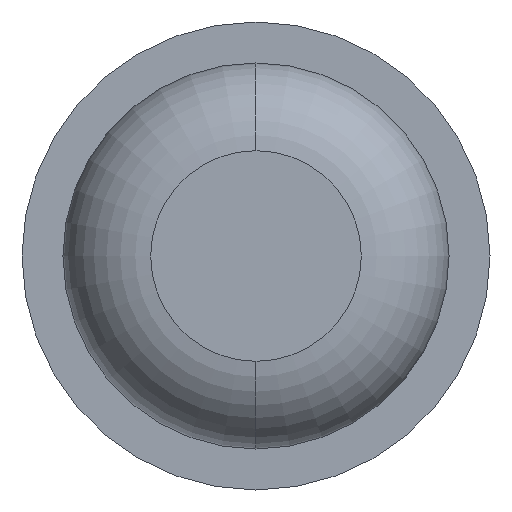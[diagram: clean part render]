
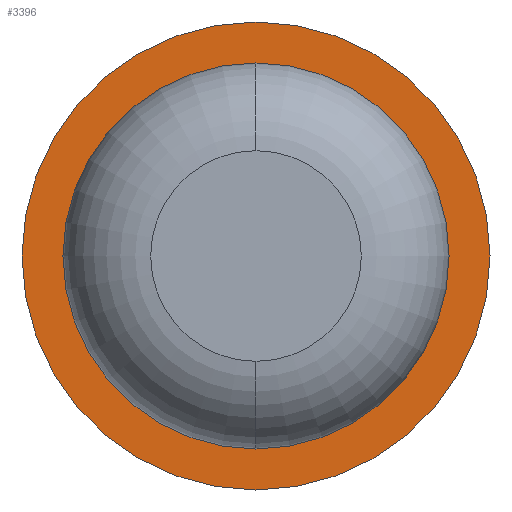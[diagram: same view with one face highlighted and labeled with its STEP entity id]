
A CAD part, front view. The second image highlights one B-rep face of the part: STEP entity #3396.
In plain terms, the highlighted planar face has unit normal (0, -1, 0).
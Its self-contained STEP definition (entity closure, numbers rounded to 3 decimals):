
#25 = DIRECTION ( 'NONE',  ( -1., 0., 0. ) ) ;
#36 = DIRECTION ( 'NONE',  ( -1., 0., 0. ) ) ;
#100 = CARTESIAN_POINT ( 'NONE',  ( 0., -4., 0.825 ) ) ;
#216 = AXIS2_PLACEMENT_3D ( 'NONE', #2425, #2453, #1571 ) ;
#278 = AXIS2_PLACEMENT_3D ( 'NONE', #1765, #1084, #2245 ) ;
#446 = EDGE_CURVE ( 'Defeature ausgef�hrt1_5+Defeature ausgef�hrt1_0+Defeature ausgef�hrt1_0+Defeature ausgef�hrt1_0', #3377, #2497, #2444, .T. ) ;
#552 = CIRCLE ( 'NONE', #3087, 0.825 ) ;
#870 = CARTESIAN_POINT ( 'NONE',  ( 0., -4., 0. ) ) ;
#900 = DIRECTION ( 'NONE',  ( 0., 1., 0. ) ) ;
#1084 = DIRECTION ( 'NONE',  ( 0., 1., 0. ) ) ;
#1151 = ORIENTED_EDGE ( 'NONE', *, *, #2370, .F. ) ;
#1221 = CARTESIAN_POINT ( 'NONE',  ( 0., -4., 0. ) ) ;
#1415 = ORIENTED_EDGE ( 'NONE', *, *, #3204, .F. ) ;
#1488 = AXIS2_PLACEMENT_3D ( 'NONE', #2640, #900, #25 ) ;
#1515 = ORIENTED_EDGE ( 'NONE', *, *, #446, .T. ) ;
#1520 = CARTESIAN_POINT ( 'NONE',  ( -1., -4., 0. ) ) ;
#1536 = EDGE_LOOP ( 'NONE', ( #1515, #3057 ) ) ;
#1571 = DIRECTION ( 'NONE',  ( -1., 0., 0. ) ) ;
#1765 = CARTESIAN_POINT ( 'NONE',  ( 0., -4., 0. ) ) ;
#2077 = VERTEX_POINT ( 'NONE', #1520 ) ;
#2092 = CARTESIAN_POINT ( 'NONE',  ( 1., -4., 0. ) ) ;
#2112 = FACE_BOUND ( 'NONE', #1536, .T. ) ;
#2209 = CIRCLE ( 'NONE', #3398, 1. ) ;
#2245 = DIRECTION ( 'NONE',  ( -1., 0., 0. ) ) ;
#2370 = EDGE_CURVE ( 'Defeature ausgef�hrt1_6+Defeature ausgef�hrt1_5+Defeature ausgef�hrt1_5+Defeature ausgef�hrt1_5', #2077, #2569, #2209, .T. ) ;
#2373 = DIRECTION ( 'NONE',  ( -1., 0., 0. ) ) ;
#2425 = CARTESIAN_POINT ( 'NONE',  ( 0.825, -4., 0. ) ) ;
#2444 = CIRCLE ( 'NONE', #278, 0.825 ) ;
#2453 = DIRECTION ( 'NONE',  ( 0., 1., 0. ) ) ;
#2497 = VERTEX_POINT ( 'NONE', #3142 ) ;
#2569 = VERTEX_POINT ( 'NONE', #2092 ) ;
#2640 = CARTESIAN_POINT ( 'NONE',  ( 0., -4., 0. ) ) ;
#2901 = EDGE_LOOP ( 'NONE', ( #1151, #1415 ) ) ;
#3057 = ORIENTED_EDGE ( 'NONE', *, *, #3326, .T. ) ;
#3087 = AXIS2_PLACEMENT_3D ( 'NONE', #1221, #3217, #2373 ) ;
#3142 = CARTESIAN_POINT ( 'NONE',  ( 0., -4., -0.825 ) ) ;
#3143 = FACE_OUTER_BOUND ( 'NONE', #2901, .T. ) ;
#3204 = EDGE_CURVE ( 'Defeature ausgef�hrt1_6+Defeature ausgef�hrt1_5+Defeature ausgef�hrt1_5+Defeature ausgef�hrt1_5', #2569, #2077, #3503, .T. ) ;
#3217 = DIRECTION ( 'NONE',  ( 0., 1., 0. ) ) ;
#3311 = PLANE ( 'NONE',  #216 ) ;
#3326 = EDGE_CURVE ( 'Defeature ausgef�hrt1_5+Defeature ausgef�hrt1_0+Defeature ausgef�hrt1_0+Defeature ausgef�hrt1_0', #2497, #3377, #552, .T. ) ;
#3377 = VERTEX_POINT ( 'NONE', #100 ) ;
#3396 = ADVANCED_FACE ( 'Defeature ausgef�hrt1_5', ( #3143, #2112 ), #3311, .F. ) ;
#3398 = AXIS2_PLACEMENT_3D ( 'NONE', #870, #3429, #36 ) ;
#3429 = DIRECTION ( 'NONE',  ( 0., 1., 0. ) ) ;
#3503 = CIRCLE ( 'NONE', #1488, 1. ) ;
